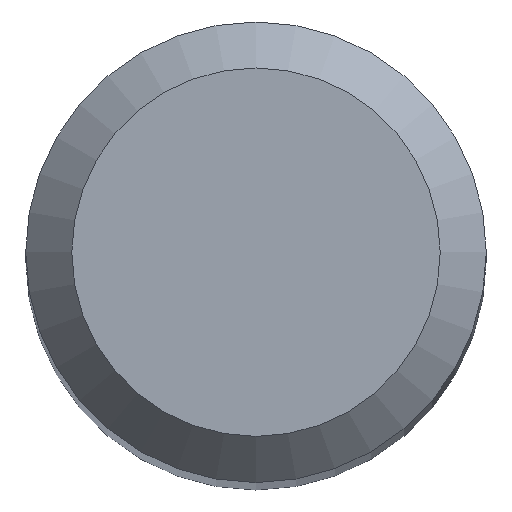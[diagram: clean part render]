
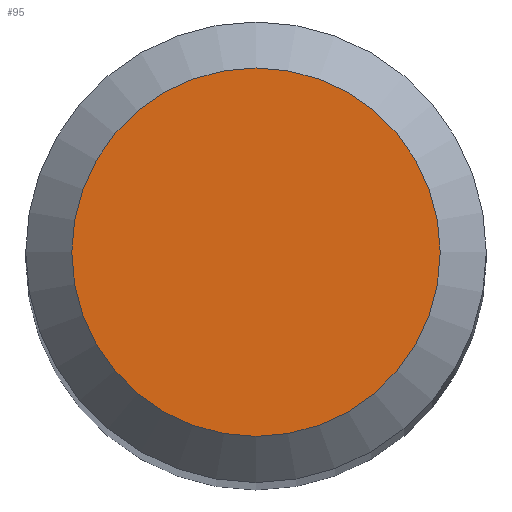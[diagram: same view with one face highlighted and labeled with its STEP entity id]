
A CAD part, top view. The second image highlights one B-rep face of the part: STEP entity #95.
In plain terms, the highlighted planar face has unit normal (0, 0, 1).
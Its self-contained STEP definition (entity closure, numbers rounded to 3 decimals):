
#73 = ORIENTED_EDGE ( 'NONE', *, *, #169, .F. ) ;
#88 = DIRECTION ( 'NONE',  ( 0., 0., -1. ) ) ;
#95 = ADVANCED_FACE ( 'NONE', ( #109 ), #100, .F. ) ;
#99 = CARTESIAN_POINT ( 'NONE',  ( 0., 0., 50. ) ) ;
#100 = PLANE ( 'NONE',  #162 ) ;
#109 = FACE_OUTER_BOUND ( 'NONE', #250, .T. ) ;
#124 = VERTEX_POINT ( 'NONE', #285 ) ;
#156 = AXIS2_PLACEMENT_3D ( 'NONE', #99, #88, #223 ) ;
#162 = AXIS2_PLACEMENT_3D ( 'NONE', #221, #233, #284 ) ;
#169 = EDGE_CURVE ( 'NONE', #124, #124, #278, .T. ) ;
#221 = CARTESIAN_POINT ( 'NONE',  ( 0., 0., 50. ) ) ;
#223 = DIRECTION ( 'NONE',  ( 0., 1., 0. ) ) ;
#233 = DIRECTION ( 'NONE',  ( 0., 0., -1. ) ) ;
#250 = EDGE_LOOP ( 'NONE', ( #73 ) ) ;
#278 = CIRCLE ( 'NONE', #156, 1.2 ) ;
#284 = DIRECTION ( 'NONE',  ( 0., 1., 0. ) ) ;
#285 = CARTESIAN_POINT ( 'NONE',  ( 0., 1.2, 50. ) ) ;
